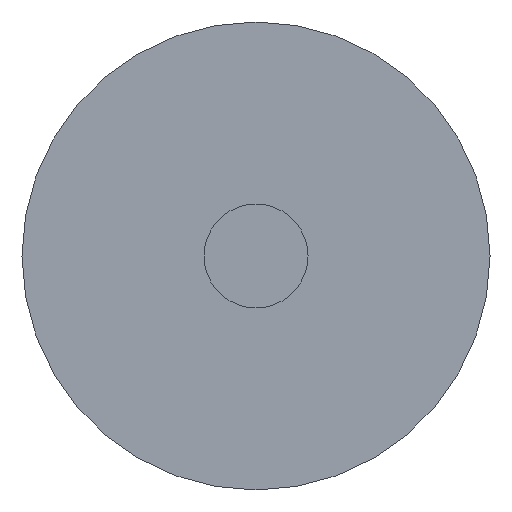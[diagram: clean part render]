
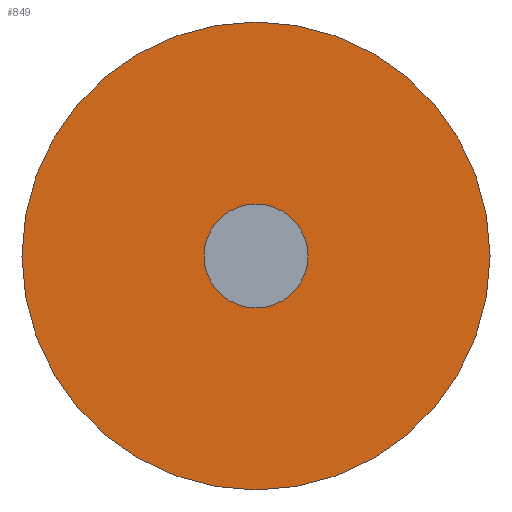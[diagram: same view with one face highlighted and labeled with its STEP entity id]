
A CAD part, left-side view. The second image highlights one B-rep face of the part: STEP entity #849.
In plain terms, the highlighted planar face has unit normal (-1, 0, 0).
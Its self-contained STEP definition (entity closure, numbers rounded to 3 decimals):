
#38=FACE_BOUND('',#147,.T.);
#43=PLANE('',#991);
#96=FACE_OUTER_BOUND('',#146,.T.);
#146=EDGE_LOOP('',(#654,#655));
#147=EDGE_LOOP('',(#656));
#304=CIRCLE('',#980,3.);
#309=CIRCLE('',#989,13.5);
#310=CIRCLE('',#990,13.5);
#376=VERTEX_POINT('',#1462);
#381=VERTEX_POINT('',#1478);
#382=VERTEX_POINT('',#1479);
#475=EDGE_CURVE('',#376,#376,#304,.T.);
#481=EDGE_CURVE('',#381,#382,#309,.T.);
#482=EDGE_CURVE('',#382,#381,#310,.T.);
#654=ORIENTED_EDGE('',*,*,#481,.T.);
#655=ORIENTED_EDGE('',*,*,#482,.T.);
#656=ORIENTED_EDGE('',*,*,#475,.T.);
#849=ADVANCED_FACE('',(#96,#38),#43,.T.);
#980=AXIS2_PLACEMENT_3D('',#1464,#1161,#1162);
#989=AXIS2_PLACEMENT_3D('',#1480,#1180,#1181);
#990=AXIS2_PLACEMENT_3D('',#1481,#1182,#1183);
#991=AXIS2_PLACEMENT_3D('',#1483,#1185,#1186);
#1161=DIRECTION('center_axis',(1.,0.,0.));
#1162=DIRECTION('ref_axis',(0.,0.,-1.));
#1180=DIRECTION('center_axis',(-1.,0.,0.));
#1181=DIRECTION('ref_axis',(0.,0.,1.));
#1182=DIRECTION('center_axis',(-1.,0.,0.));
#1183=DIRECTION('ref_axis',(0.,0.,1.));
#1185=DIRECTION('center_axis',(-1.,0.,0.));
#1186=DIRECTION('ref_axis',(0.,0.,1.));
#1462=CARTESIAN_POINT('',(0.,0.,3.));
#1464=CARTESIAN_POINT('Origin',(0.,0.,0.));
#1478=CARTESIAN_POINT('',(0.,0.,13.5));
#1479=CARTESIAN_POINT('',(0.,0.,-13.5));
#1480=CARTESIAN_POINT('Origin',(0.,0.,0.));
#1481=CARTESIAN_POINT('Origin',(0.,0.,0.));
#1483=CARTESIAN_POINT('Origin',(0.,0.,0.));
